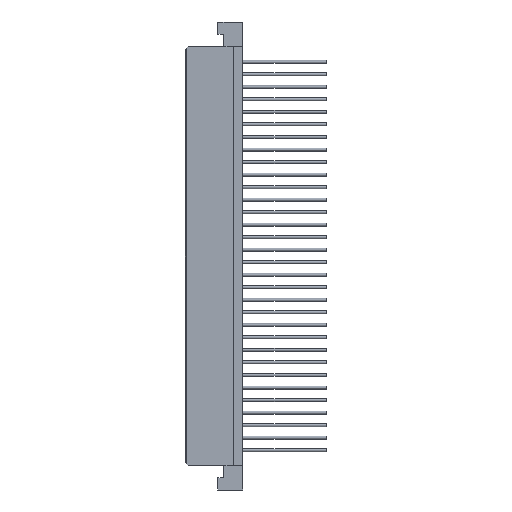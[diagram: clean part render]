
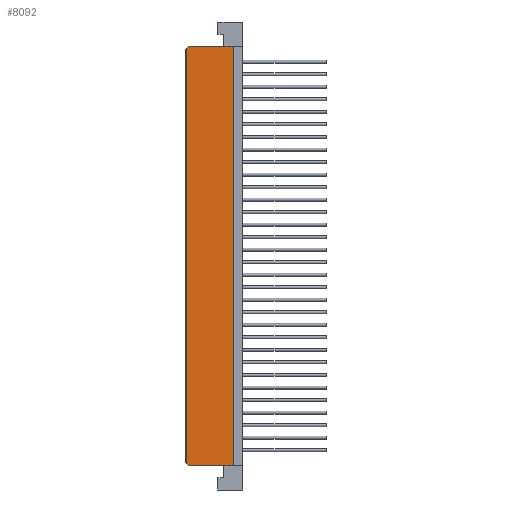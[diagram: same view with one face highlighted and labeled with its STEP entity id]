
A CAD part, left-side view. The second image highlights one B-rep face of the part: STEP entity #8092.
In plain terms, the highlighted planar face has unit normal (-1, 0, 0).
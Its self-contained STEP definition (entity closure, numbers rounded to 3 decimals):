
#5042=LINE('',#25646,#6372);
#5043=LINE('',#25648,#6373);
#5044=LINE('',#25651,#6374);
#5045=LINE('',#25653,#6375);
#5046=LINE('',#25655,#6376);
#5047=LINE('',#25656,#6377);
#6372=VECTOR('',#21953,1.);
#6373=VECTOR('',#21956,1.);
#6374=VECTOR('',#21957,1.);
#6375=VECTOR('',#21958,1.);
#6376=VECTOR('',#21959,1.);
#6377=VECTOR('',#21960,1.);
#8092=ADVANCED_FACE('',(#9505),#8799,.T.);
#8799=PLANE('',#18473);
#9505=FACE_OUTER_BOUND('',#10529,.T.);
#10529=EDGE_LOOP('',(#13268,#13269,#13270,#13271,#13272,#13273));
#13268=ORIENTED_EDGE('',*,*,#16855,.T.);
#13269=ORIENTED_EDGE('',*,*,#16856,.F.);
#13270=ORIENTED_EDGE('',*,*,#16857,.T.);
#13271=ORIENTED_EDGE('',*,*,#16858,.T.);
#13272=ORIENTED_EDGE('',*,*,#16854,.T.);
#13273=ORIENTED_EDGE('',*,*,#16859,.T.);
#15261=VERTEX_POINT('',#25640);
#15264=VERTEX_POINT('',#25645);
#15265=VERTEX_POINT('',#25649);
#15266=VERTEX_POINT('',#25650);
#15267=VERTEX_POINT('',#25652);
#15268=VERTEX_POINT('',#25654);
#16854=EDGE_CURVE('',#15261,#15264,#5042,.T.);
#16855=EDGE_CURVE('',#15265,#15266,#5043,.T.);
#16856=EDGE_CURVE('',#15267,#15266,#5044,.T.);
#16857=EDGE_CURVE('',#15267,#15268,#5045,.T.);
#16858=EDGE_CURVE('',#15268,#15261,#5046,.T.);
#16859=EDGE_CURVE('',#15264,#15265,#5047,.T.);
#18473=AXIS2_PLACEMENT_3D('',#25657,#21961,#21962);
#21953=DIRECTION('',(0.,0.,1.));
#21956=DIRECTION('',(0.,0.707,-0.707));
#21957=DIRECTION('',(0.,0.,1.));
#21958=DIRECTION('',(0.,-0.707,-0.707));
#21959=DIRECTION('',(0.,-1.,0.));
#21960=DIRECTION('',(0.,1.,0.));
#21961=DIRECTION('',(-1.,0.,0.));
#21962=DIRECTION('',(0.,-1.,0.));
#25640=CARTESIAN_POINT('',(-34.864,27.592,0.));
#25645=CARTESIAN_POINT('',(-34.864,27.592,85.));
#25646=CARTESIAN_POINT('',(-34.864,27.592,0.));
#25648=CARTESIAN_POINT('',(-34.864,36.612,85.));
#25649=CARTESIAN_POINT('',(-34.864,36.612,85.));
#25650=CARTESIAN_POINT('',(-34.864,36.942,84.67));
#25651=CARTESIAN_POINT('',(-34.864,36.942,0.33));
#25652=CARTESIAN_POINT('',(-34.864,36.942,0.33));
#25653=CARTESIAN_POINT('',(-34.864,36.942,0.33));
#25654=CARTESIAN_POINT('',(-34.864,36.612,0.));
#25655=CARTESIAN_POINT('',(-34.864,36.612,0.));
#25656=CARTESIAN_POINT('',(-34.864,27.592,85.));
#25657=CARTESIAN_POINT('',(-34.864,36.942,0.));
